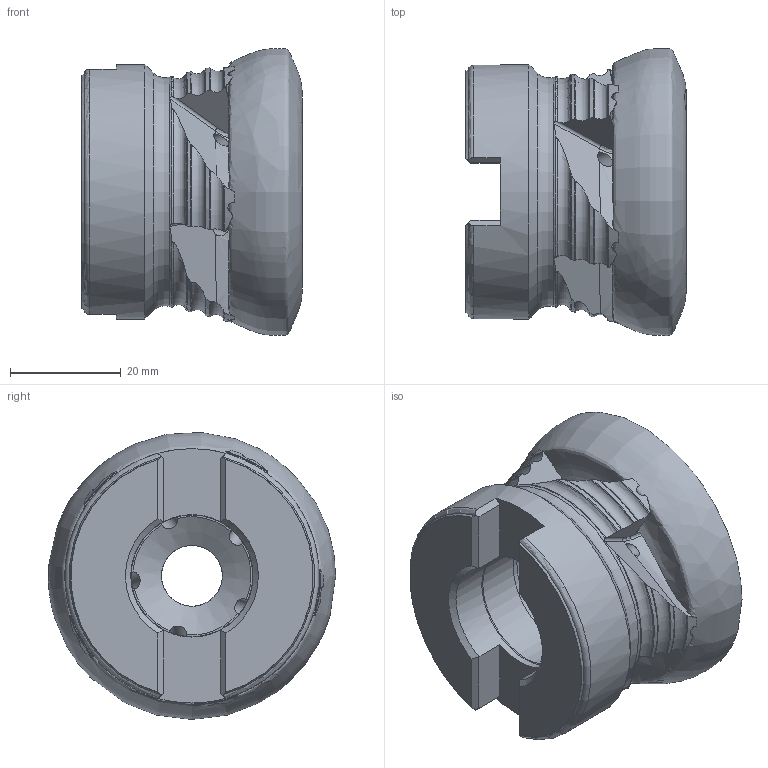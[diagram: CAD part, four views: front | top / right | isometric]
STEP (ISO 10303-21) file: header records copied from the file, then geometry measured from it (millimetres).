
FILE_DESCRIPTION (( 'STEP AP214' ), '1' );
FILE_NAME ('00PP-052-12-5.STEP', '2013-10-09T09:16:36', ( '' ), ( '' ), 'SwSTEP 2.0', 'SolidWorks 2013', '' );
FILE_SCHEMA (( 'AUTOMOTIVE_DESIGN' ));
Length unit declared in the file: millimetre
Products named in the file (1): 00PP-052-12-5
Bounding box: 39.94 x 51.94 x 51.9 mm (x, y, z)
Volume: 49233.8 mm3; surface area: 13266.7 mm2
Topology: 1 solids, 6 shells, 280 faces, 803 edges, 525 vertices
Faces by surface type: plane 98, torus 60, cylinder 51, cone 50, bspline 21
Full cylindrical faces by diameter (mm): 3 x5, 11 x1, 16.5 x1, 22 x1, 22.15 x1, 22.3 x1, 46 x1
Entity records: 13616 total; most frequent: CARTESIAN_POINT 7166, ORIENTED_EDGE 1540, DIRECTION 1053, EDGE_CURVE 770, VERTEX_POINT 511, AXIS2_PLACEMENT_3D 438, B_SPLINE_CURVE_WITH_KNOTS 351, EDGE_LOOP 301
